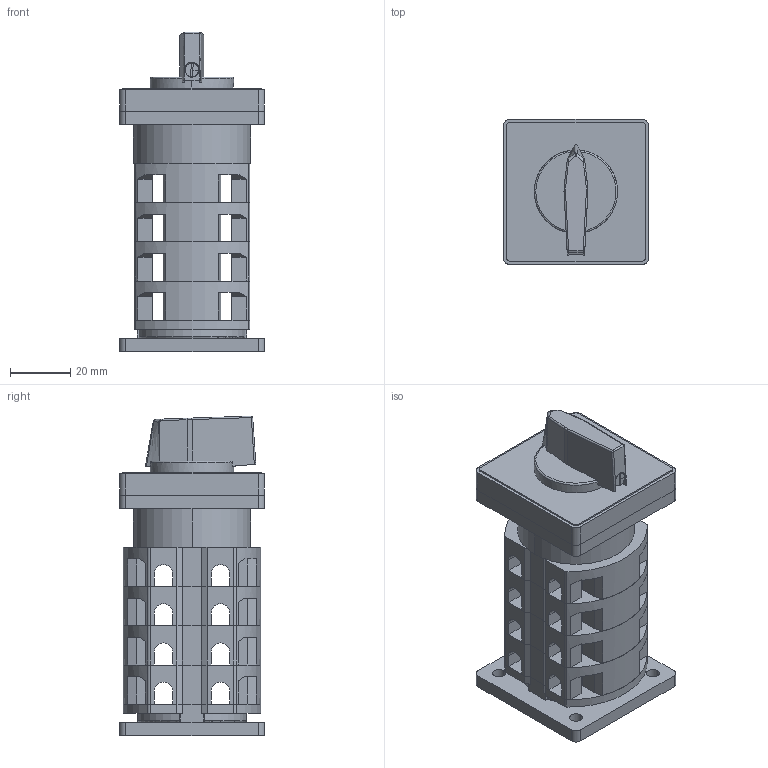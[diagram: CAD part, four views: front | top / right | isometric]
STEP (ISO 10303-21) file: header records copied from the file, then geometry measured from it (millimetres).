
FILE_DESCRIPTION (( 'STEP AP214' ), '1' );
FILE_NAME ('4G25-55-OU K1 4 ðÿäà.STEP', '2024-12-24T04:29:07', ( '' ), ( '' ), 'SwSTEP 2.0', 'SolidWorks 2022', '' );
FILE_SCHEMA (( 'AUTOMOTIVE_DESIGN' ));
Length unit declared in the file: millimetre
Products named in the file (8): Бобышка для экрана; Ось; 4G25-55-OU K1  4 ряда; Рычаг; контактный вверх; Экран; Проставка экрана; контактный низ
Assembly tree (11 placements, depth 2):
  4G25-55-OU K1  4 ряда
    контактный вверх  x4
    контактный низ
    Ось
    Проставка экрана  x2
    Бобышка для экрана
    Экран
    Рычаг
Bounding box: 48 x 48 x 106.05 mm (x, y, z)
Volume: 113043.6 mm3; surface area: 64741.5 mm2
Topology: 22 solids, 22 shells, 684 faces, 1849 edges, 1218 vertices
Faces by surface type: plane 393, cylinder 173, bspline 110, torus 8
Entity records: 16969 total; most frequent: CARTESIAN_POINT 7767, ORIENTED_EDGE 1980, DIRECTION 1574, EDGE_CURVE 990, VERTEX_POINT 646, LINE 580, VECTOR 580, AXIS2_PLACEMENT_3D 497
